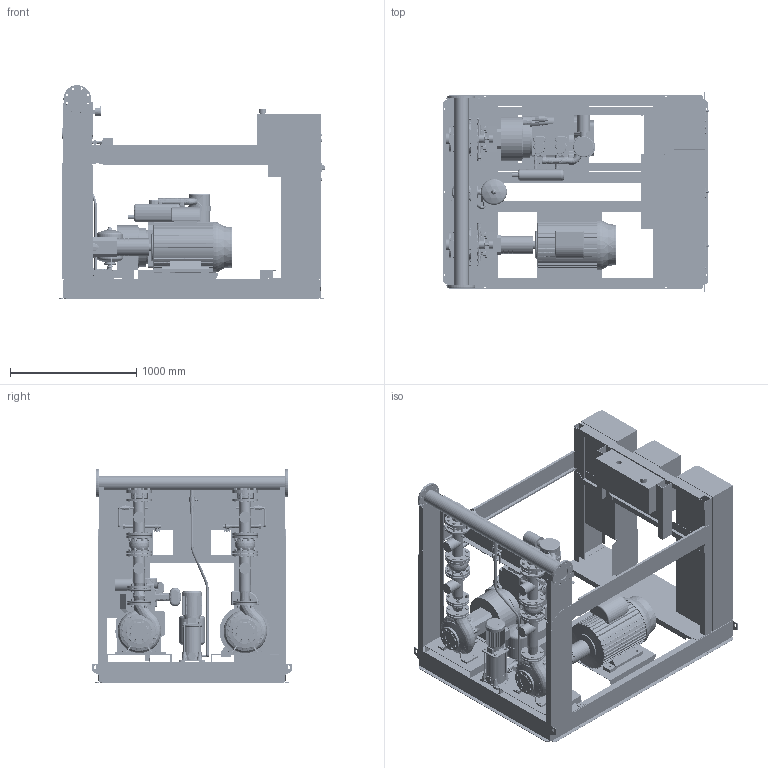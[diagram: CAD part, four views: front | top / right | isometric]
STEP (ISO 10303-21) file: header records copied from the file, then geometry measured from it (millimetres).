
FILE_DESCRIPTION((''),'2;1');
FILE_NAME('3d_Sifire-EN-65_200-209-30_26.5_1.1EDJ-4184027.stp','2015-05-26T08:10:30',(''),(''),'Mechanical Desktop 2009','Mechanical Desktop 2009',', , ');
FILE_SCHEMA(('CONFIG_CONTROL_DESIGN'));
Length unit declared in the file: millimetre
Products named in the file (1): Product
Bounding box: 2105.5 x 1582 x 1690 mm (x, y, z)
Volume: 602090527.2 mm3; surface area: 40264337.4 mm2
Topology: 317 solids, 317 shells, 7420 faces, 17778 edges, 11189 vertices
Faces by surface type: bspline 2690, plane 2431, cylinder 1269, cone 856, torus 142, sphere 32
Entity records: 238760 total; most frequent: CARTESIAN_POINT 78645, ORIENTED_EDGE 35484, DIRECTION 29982, EDGE_CURVE 17742, VERTEX_POINT 11184, AXIS2_PLACEMENT_3D 10410, VECTOR 9162, LINE 9162
